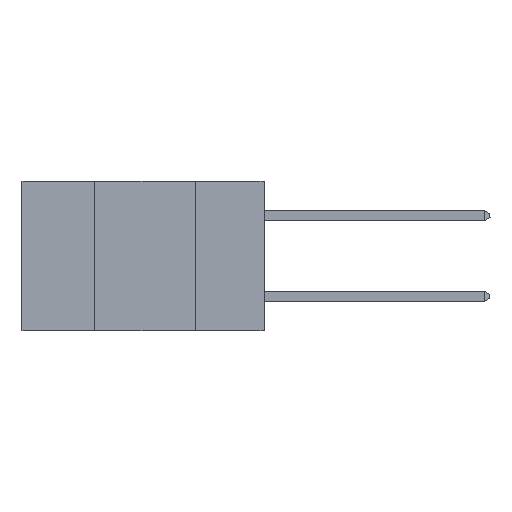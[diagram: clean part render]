
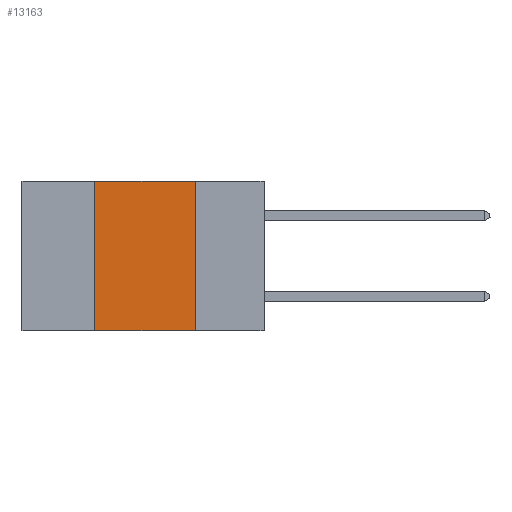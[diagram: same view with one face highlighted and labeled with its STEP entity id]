
A CAD part, left-side view. The second image highlights one B-rep face of the part: STEP entity #13163.
In plain terms, the highlighted planar face has unit normal (-1, 0, 0).
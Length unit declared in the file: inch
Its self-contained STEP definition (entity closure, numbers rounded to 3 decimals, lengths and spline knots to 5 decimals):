
#984 = DIRECTION ( 'NONE',  ( 0., -1., 0. ) ) ;
#1533 = VERTEX_POINT ( 'NONE', #3780 ) ;
#1534 = CARTESIAN_POINT ( 'NONE',  ( 0., 0.6, 0. ) ) ;
#2661 = AXIS2_PLACEMENT_3D ( 'NONE', #1534, #9303, #6146 ) ;
#2933 = VECTOR ( 'NONE', #6771, 39.37008 ) ;
#3661 = EDGE_CURVE ( 'NONE', #12001, #1533, #5944, .T. ) ;
#3780 = CARTESIAN_POINT ( 'NONE',  ( 0., 0.17, -0.37 ) ) ;
#3863 = EDGE_CURVE ( 'NONE', #12001, #10360, #15992, .T. ) ;
#3888 = CARTESIAN_POINT ( 'NONE',  ( 0., 0.42, 0. ) ) ;
#4396 = CARTESIAN_POINT ( 'NONE',  ( 0., 0.17, 0. ) ) ;
#5048 = DIRECTION ( 'NONE',  ( 0., 0., -1. ) ) ;
#5944 = LINE ( 'NONE', #18347, #14511 ) ;
#6146 = DIRECTION ( 'NONE',  ( 0., 0., -1. ) ) ;
#6504 = CARTESIAN_POINT ( 'NONE',  ( 0., 0.6, 0. ) ) ;
#6676 = FACE_OUTER_BOUND ( 'NONE', #15306, .T. ) ;
#6771 = DIRECTION ( 'NONE',  ( 0., -1., 0. ) ) ;
#6873 = LINE ( 'NONE', #11116, #10051 ) ;
#8410 = EDGE_CURVE ( 'NONE', #20099, #1533, #6873, .T. ) ;
#8667 = EDGE_CURVE ( 'NONE', #10360, #20099, #14706, .T. ) ;
#9303 = DIRECTION ( 'NONE',  ( 1., 0., 0. ) ) ;
#10051 = VECTOR ( 'NONE', #5048, 39.37008 ) ;
#10360 = VERTEX_POINT ( 'NONE', #16524 ) ;
#10718 = PLANE ( 'NONE',  #2661 ) ;
#10929 = ORIENTED_EDGE ( 'NONE', *, *, #3863, .F. ) ;
#11116 = CARTESIAN_POINT ( 'NONE',  ( 0., 0.17, 0. ) ) ;
#11882 = CARTESIAN_POINT ( 'NONE',  ( 0., 0.42, -0.37 ) ) ;
#12001 = VERTEX_POINT ( 'NONE', #11882 ) ;
#13163 = ADVANCED_FACE ( 'NONE', ( #6676 ), #10718, .F. ) ;
#13385 = DIRECTION ( 'NONE',  ( 0., 0., 1. ) ) ;
#14280 = VECTOR ( 'NONE', #13385, 39.37008 ) ;
#14511 = VECTOR ( 'NONE', #984, 39.37008 ) ;
#14661 = ORIENTED_EDGE ( 'NONE', *, *, #8410, .F. ) ;
#14706 = LINE ( 'NONE', #6504, #2933 ) ;
#15306 = EDGE_LOOP ( 'NONE', ( #14661, #19441, #10929, #15517 ) ) ;
#15517 = ORIENTED_EDGE ( 'NONE', *, *, #3661, .T. ) ;
#15992 = LINE ( 'NONE', #3888, #14280 ) ;
#16524 = CARTESIAN_POINT ( 'NONE',  ( 0., 0.42, 0. ) ) ;
#18347 = CARTESIAN_POINT ( 'NONE',  ( 0., 0.6, -0.37 ) ) ;
#19441 = ORIENTED_EDGE ( 'NONE', *, *, #8667, .F. ) ;
#20099 = VERTEX_POINT ( 'NONE', #4396 ) ;
